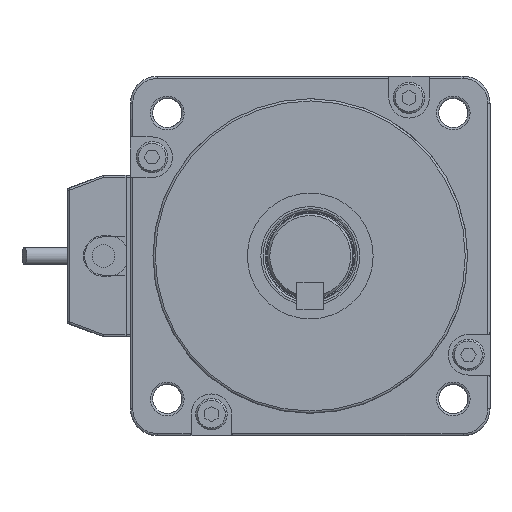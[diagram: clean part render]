
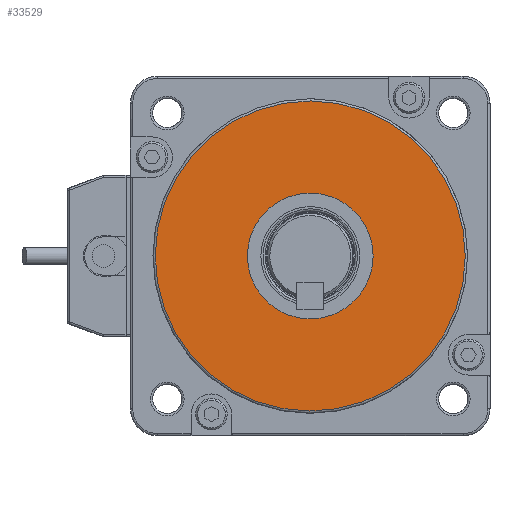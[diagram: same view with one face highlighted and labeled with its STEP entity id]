
A CAD part, front view. The second image highlights one B-rep face of the part: STEP entity #33529.
In plain terms, the highlighted planar face has unit normal (0, -1, 0).
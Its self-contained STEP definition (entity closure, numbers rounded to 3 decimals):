
#436=FACE_BOUND('',#3409,.T.);
#1554=FACE_OUTER_BOUND('',#3408,.T.);
#3408=EDGE_LOOP('',(#22128,#22129));
#3409=EDGE_LOOP('',(#22130,#22131));
#11474=CIRCLE('',#35673,34.5);
#11475=CIRCLE('',#35674,34.5);
#11477=CIRCLE('',#35677,14.);
#11478=CIRCLE('',#35678,14.);
#13282=VERTEX_POINT('',#50444);
#13283=VERTEX_POINT('',#50445);
#13284=VERTEX_POINT('',#50450);
#13285=VERTEX_POINT('',#50451);
#16702=EDGE_CURVE('',#13282,#13283,#11474,.T.);
#16703=EDGE_CURVE('',#13283,#13282,#11475,.T.);
#16705=EDGE_CURVE('',#13284,#13285,#11477,.T.);
#16706=EDGE_CURVE('',#13285,#13284,#11478,.T.);
#22128=ORIENTED_EDGE('',*,*,#16702,.T.);
#22129=ORIENTED_EDGE('',*,*,#16703,.T.);
#22130=ORIENTED_EDGE('',*,*,#16705,.T.);
#22131=ORIENTED_EDGE('',*,*,#16706,.T.);
#30556=PLANE('',#35676);
#33529=ADVANCED_FACE('',(#1554,#436),#30556,.T.);
#35673=AXIS2_PLACEMENT_3D('',#50446,#39942,#39943);
#35674=AXIS2_PLACEMENT_3D('',#50447,#39944,#39945);
#35676=AXIS2_PLACEMENT_3D('',#50449,#39948,#39949);
#35677=AXIS2_PLACEMENT_3D('',#50452,#39950,#39951);
#35678=AXIS2_PLACEMENT_3D('',#50453,#39952,#39953);
#39942=DIRECTION('center_axis',(0.,-1.,0.));
#39943=DIRECTION('ref_axis',(0.,0.,-1.));
#39944=DIRECTION('center_axis',(0.,-1.,0.));
#39945=DIRECTION('ref_axis',(0.,0.,-1.));
#39948=DIRECTION('center_axis',(0.,-1.,0.));
#39949=DIRECTION('ref_axis',(0.,0.,-1.));
#39950=DIRECTION('center_axis',(0.,1.,0.));
#39951=DIRECTION('ref_axis',(0.,0.,1.));
#39952=DIRECTION('center_axis',(0.,1.,0.));
#39953=DIRECTION('ref_axis',(0.,0.,1.));
#50444=CARTESIAN_POINT('',(0.,-99.,34.5));
#50445=CARTESIAN_POINT('',(0.189,-99.,34.499));
#50446=CARTESIAN_POINT('Origin',(0.,-99.,0.));
#50447=CARTESIAN_POINT('Origin',(0.,-99.,0.));
#50449=CARTESIAN_POINT('Origin',(0.,-99.,0.));
#50450=CARTESIAN_POINT('',(0.,-99.,-14.));
#50451=CARTESIAN_POINT('',(0.,-99.,14.));
#50452=CARTESIAN_POINT('Origin',(0.,-99.,0.));
#50453=CARTESIAN_POINT('Origin',(0.,-99.,0.));
